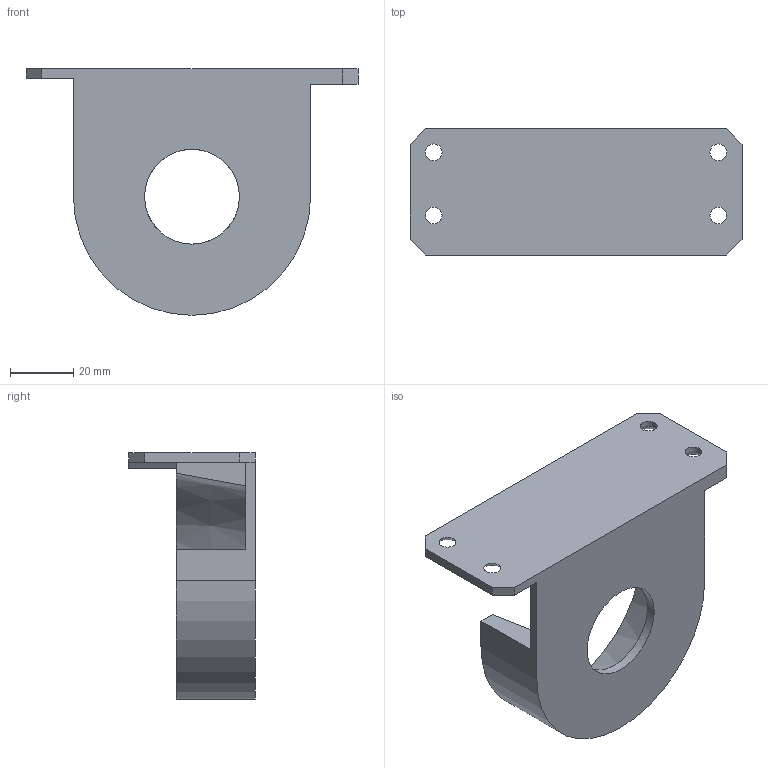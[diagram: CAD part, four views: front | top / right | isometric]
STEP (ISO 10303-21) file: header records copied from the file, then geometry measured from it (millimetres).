
FILE_DESCRIPTION(/* description */ (''),/* implementation_level */ '2;1');
FILE_NAME(/* name */ 'Blower Holder Core.step',/* time_stamp */ '2020-04-03T16:36:57+02:00',/* author */ (''),/* organization */ (''),/* preprocessor_version */ 'ST-DEVELOPER v18',/* originating_system */ 'Autodesk Translation Framework v8.12.0.6',/* authorisation */ '');
FILE_SCHEMA (('AUTOMOTIVE_DESIGN { 1 0 10303 214 3 1 1 }'));
Length unit declared in the file: millimetre
Products named in the file (1): (Unsaved)
Bounding box: 105 x 40 x 78 mm (x, y, z)
Volume: 54224.5 mm3; surface area: 24553.5 mm2
Topology: 1 solids, 1 shells, 27 faces, 74 edges, 49 vertices
Faces by surface type: plane 18, cone 5, cylinder 4
Full cylindrical faces by diameter (mm): 5.3 x2, 30 x1
Entity records: 908 total; most frequent: CARTESIAN_POINT 155, ORIENTED_EDGE 148, DIRECTION 145, EDGE_CURVE 74, LINE 55, VECTOR 55, VERTEX_POINT 49, AXIS2_PLACEMENT_3D 45
